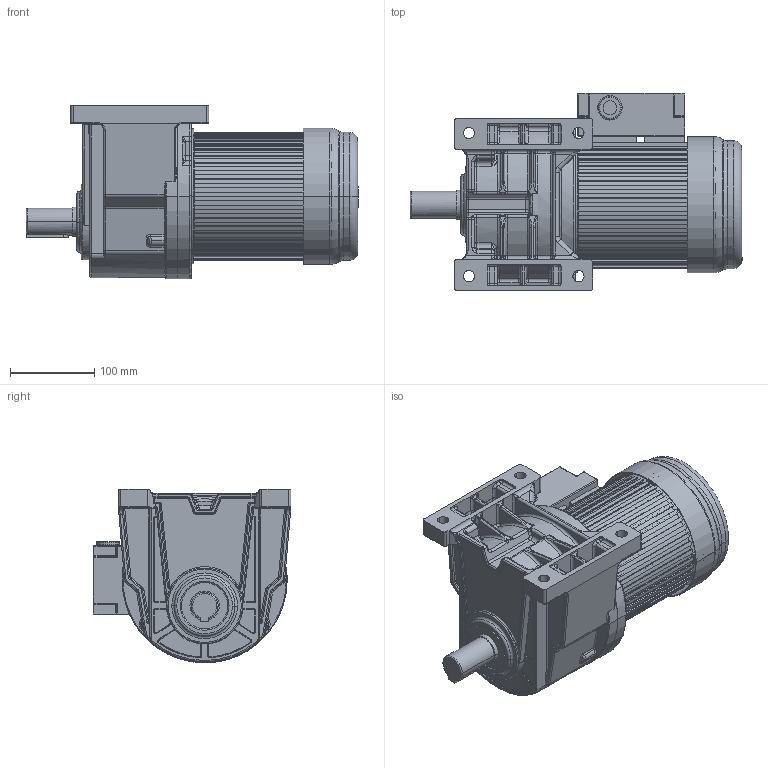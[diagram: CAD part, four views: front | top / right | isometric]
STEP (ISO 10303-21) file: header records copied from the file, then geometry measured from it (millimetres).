
FILE_DESCRIPTION (( 'STEP AP214' ), '1' );
FILE_NAME ('GH-32-400-i-A-B-G2-RD.STEP', '2023-09-15T01:45:36', ( '' ), ( '' ), 'SwSTEP 2.0', 'SolidWorks 2021', '' );
FILE_SCHEMA (( 'AUTOMOTIVE_DESIGN' ));
Length unit declared in the file: millimetre
Products named in the file (11): GH-32-400-i-A-B-G2-RD; GH-32-400-i-A-G2-RD(2); GH32_ASM; PRT0021_蕼偞; GH32-750-70-S_ASM_1_ASM_ASM; G32_33_蕼偞; 煞車接線盒DOWN-UP_預設; PRT0022_蕼偞; PRT0020_蕼偞; H32-750_3_蕼偞; GH32-750-70-S_ASM_ASM
Assembly tree (10 placements, depth 6):
  GH-32-400-i-A-B-G2-RD
    GH-32-400-i-A-G2-RD(2)
      GH32_ASM
        GH32-750-70-S_ASM_ASM
          GH32-750-70-S_ASM_1_ASM_ASM
            H32-750_3_蕼偞
            G32_33_蕼偞
      PRT0020_蕼偞
      PRT0021_蕼偞
      PRT0022_蕼偞
    煞車接線盒DOWN-UP_預設
Bounding box: 394.3 x 235 x 206.3 mm (x, y, z)
Volume: 2765984.2 mm3; surface area: 786675.1 mm2
Topology: 6 solids, 6 shells, 3100 faces, 8229 edges, 5106 vertices
Faces by surface type: plane 1480, cylinder 962, torus 369, bspline 187, sphere 88, cone 14
Entity records: 116465 total; most frequent: CARTESIAN_POINT 39989, ORIENTED_EDGE 16304, DIRECTION 15726, EDGE_CURVE 8152, AXIS2_PLACEMENT_3D 5530, VERTEX_POINT 5097, VECTOR 4666, LINE 4666
